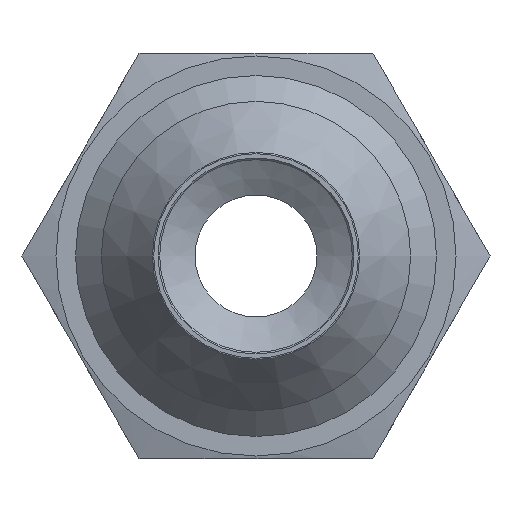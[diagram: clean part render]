
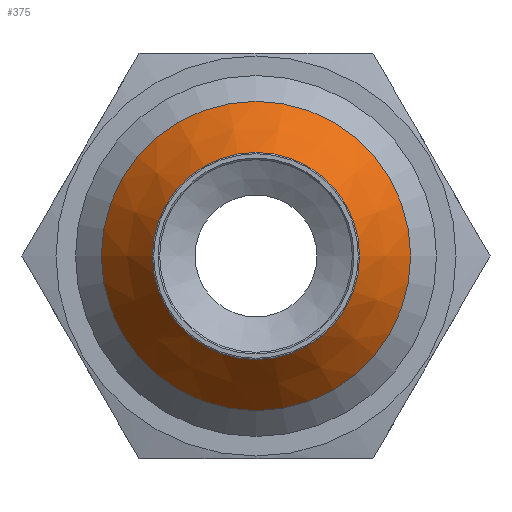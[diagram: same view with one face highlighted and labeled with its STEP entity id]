
A CAD part, left-side view. The second image highlights one B-rep face of the part: STEP entity #375.
In plain terms, the highlighted conical face has half-angle 37 degrees and reference radius 5.048 mm.
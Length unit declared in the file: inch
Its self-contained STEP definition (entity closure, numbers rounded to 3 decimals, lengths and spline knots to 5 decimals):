
#73=FACE_BOUND('',#145,.T.);
#100=FACE_OUTER_BOUND('',#144,.T.);
#144=EDGE_LOOP('',(#311));
#145=EDGE_LOOP('',(#312));
#183=CIRCLE('',#423,0.15975);
#185=CIRCLE('',#426,0.2385);
#216=VERTEX_POINT('',#648);
#218=VERTEX_POINT('',#653);
#254=EDGE_CURVE('',#216,#216,#183,.T.);
#256=EDGE_CURVE('',#218,#218,#185,.T.);
#311=ORIENTED_EDGE('',*,*,#256,.T.);
#312=ORIENTED_EDGE('',*,*,#254,.F.);
#354=CONICAL_SURFACE('',#425,0.19875,37.);
#375=ADVANCED_FACE('',(#100,#73),#354,.T.);
#423=AXIS2_PLACEMENT_3D('',#649,#515,#516);
#425=AXIS2_PLACEMENT_3D('',#652,#519,#520);
#426=AXIS2_PLACEMENT_3D('',#654,#521,#522);
#515=DIRECTION('center_axis',(-1.,0.,0.));
#516=DIRECTION('ref_axis',(0.,-1.,0.));
#519=DIRECTION('center_axis',(1.,0.,0.));
#520=DIRECTION('ref_axis',(0.,1.,0.));
#521=DIRECTION('center_axis',(-1.,0.,0.));
#522=DIRECTION('ref_axis',(0.,1.,0.));
#648=CARTESIAN_POINT('',(0.001,0.15975,0.));
#649=CARTESIAN_POINT('Origin',(0.001,0.,
0.));
#652=CARTESIAN_POINT('Origin',(0.05275,0.,0.));
#653=CARTESIAN_POINT('',(0.1055,0.2385,0.));
#654=CARTESIAN_POINT('Origin',(0.1055,0.,0.));
